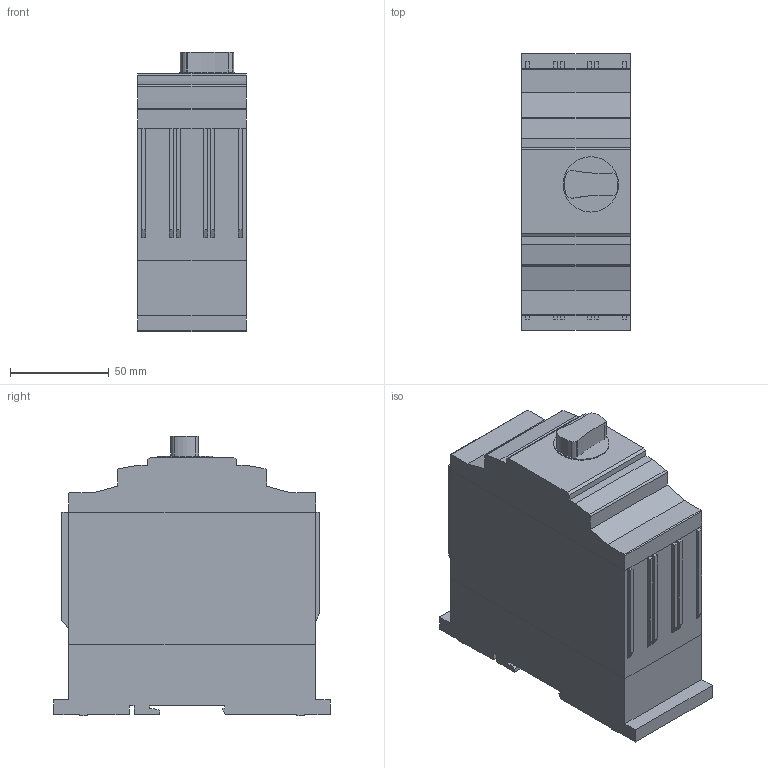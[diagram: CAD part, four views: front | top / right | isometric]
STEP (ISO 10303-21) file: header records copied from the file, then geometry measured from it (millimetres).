
FILE_DESCRIPTION(/* description */ (''),/* implementation_level */ '2;1');
FILE_NAME(/* name */ '3d_SM2R6300_In-45÷63A-SM2R6300.stp',/* time_stamp */ '2016-09-07T14:47:58+02:00',/* author */ ('Andrzej'),/* organization */ (''),/* preprocessor_version */ 'ST-DEVELOPER v15.5',/* originating_system */ 'AutoCAD Mechanical',/* authorisation */ '');
FILE_SCHEMA (('AUTOMOTIVE_DESIGN { 1 0 10303 214 3 1 1 }'));
Length unit declared in the file: millimetre
Products named in the file (1): Product
Bounding box: 55 x 140 x 141.3 mm (x, y, z)
Volume: 844807.4 mm3; surface area: 97859.7 mm2
Topology: 17 solids, 17 shells, 149 faces, 592 edges, 710 vertices
Faces by surface type: plane 135, cylinder 14
Full cylindrical faces by diameter (mm): 28 x1
Entity records: 5945 total; most frequent: CARTESIAN_POINT 1462, DIRECTION 967, ORIENTED_EDGE 688, LINE 513, VECTOR 513, EDGE_CURVE 344, TRIMMED_CURVE 246, VERTEX_POINT 230
